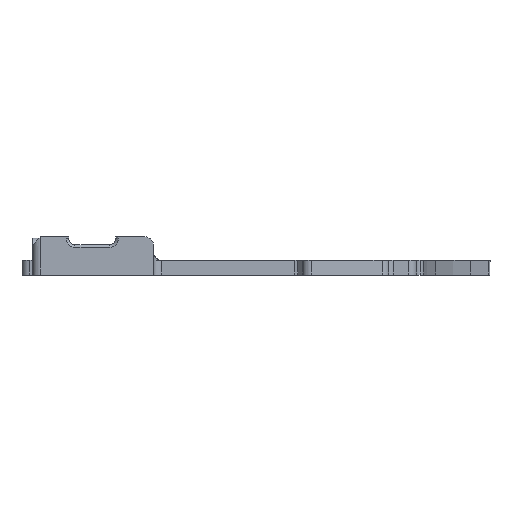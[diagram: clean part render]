
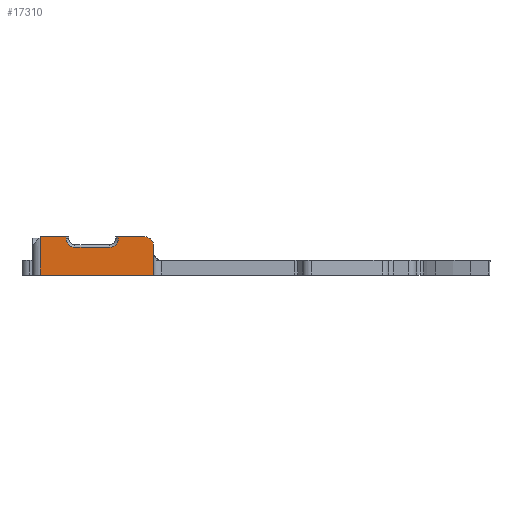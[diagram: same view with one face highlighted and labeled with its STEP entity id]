
A CAD part, left-side view. The second image highlights one B-rep face of the part: STEP entity #17310.
In plain terms, the highlighted planar face has unit normal (-1, 0, 0).
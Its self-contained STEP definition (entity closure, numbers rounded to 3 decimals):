
#1198=LINE('',#22787,#2912);
#1916=LINE('',#32082,#3630);
#2029=LINE('',#32457,#3743);
#2124=LINE('',#33019,#3838);
#2125=LINE('',#33021,#3839);
#2126=LINE('',#33025,#3840);
#2127=LINE('',#33029,#3841);
#2128=LINE('',#33031,#3842);
#2129=LINE('',#33032,#3843);
#2912=VECTOR('',#19038,10.);
#3630=VECTOR('',#20174,10.);
#3743=VECTOR('',#20615,10.);
#3838=VECTOR('',#20808,1000.);
#3839=VECTOR('',#20809,1000.);
#3840=VECTOR('',#20812,1000.);
#3841=VECTOR('',#20815,1000.);
#3842=VECTOR('',#20816,1000.);
#3843=VECTOR('',#20817,1000.);
#4937=FACE_OUTER_BOUND('',#5975,.T.);
#5975=EDGE_LOOP('',(#13687,#13688,#13689,#13690,#13691,#13692,#13693,#13694,
#13695,#13696,#13697,#13698));
#6889=CIRCLE('',#18498,1.8);
#6890=CIRCLE('',#18499,1.7);
#6891=CIRCLE('',#18500,1.7);
#6985=VERTEX_POINT('',#22784);
#6986=VERTEX_POINT('',#22786);
#8451=VERTEX_POINT('',#32080);
#8547=VERTEX_POINT('',#32451);
#8556=VERTEX_POINT('',#33016);
#8557=VERTEX_POINT('',#33018);
#8558=VERTEX_POINT('',#33020);
#8559=VERTEX_POINT('',#33022);
#8560=VERTEX_POINT('',#33024);
#8561=VERTEX_POINT('',#33026);
#8562=VERTEX_POINT('',#33028);
#8563=VERTEX_POINT('',#33030);
#8739=EDGE_CURVE('',#6985,#6986,#1198,.T.);
#10237=EDGE_CURVE('',#8451,#6985,#1916,.T.);
#10425=EDGE_CURVE('',#8547,#6986,#2029,.T.);
#10522=EDGE_CURVE('',#8451,#8556,#6889,.T.);
#10523=EDGE_CURVE('',#8557,#8556,#2124,.T.);
#10524=EDGE_CURVE('',#8558,#8557,#2125,.T.);
#10525=EDGE_CURVE('',#8559,#8558,#6890,.T.);
#10526=EDGE_CURVE('',#8560,#8559,#2126,.T.);
#10527=EDGE_CURVE('',#8561,#8560,#6891,.T.);
#10528=EDGE_CURVE('',#8562,#8561,#2127,.T.);
#10529=EDGE_CURVE('',#8563,#8562,#2128,.T.);
#10530=EDGE_CURVE('',#8563,#8547,#2129,.T.);
#13687=ORIENTED_EDGE('',*,*,#10425,.T.);
#13688=ORIENTED_EDGE('',*,*,#8739,.F.);
#13689=ORIENTED_EDGE('',*,*,#10237,.F.);
#13690=ORIENTED_EDGE('',*,*,#10522,.T.);
#13691=ORIENTED_EDGE('',*,*,#10523,.F.);
#13692=ORIENTED_EDGE('',*,*,#10524,.F.);
#13693=ORIENTED_EDGE('',*,*,#10525,.F.);
#13694=ORIENTED_EDGE('',*,*,#10526,.F.);
#13695=ORIENTED_EDGE('',*,*,#10527,.F.);
#13696=ORIENTED_EDGE('',*,*,#10528,.F.);
#13697=ORIENTED_EDGE('',*,*,#10529,.F.);
#13698=ORIENTED_EDGE('',*,*,#10530,.T.);
#16673=PLANE('',#18497);
#17310=ADVANCED_FACE('',(#4937),#16673,.T.);
#18497=AXIS2_PLACEMENT_3D('',#33015,#20804,#20805);
#18498=AXIS2_PLACEMENT_3D('',#33017,#20806,#20807);
#18499=AXIS2_PLACEMENT_3D('',#33023,#20810,#20811);
#18500=AXIS2_PLACEMENT_3D('',#33027,#20813,#20814);
#19038=DIRECTION('',(0.,1.,0.));
#20174=DIRECTION('',(0.,0.,-1.));
#20615=DIRECTION('',(0.,0.,-1.));
#20804=DIRECTION('center_axis',(-1.,0.,0.));
#20805=DIRECTION('ref_axis',(0.,0.,1.));
#20806=DIRECTION('center_axis',(-1.,0.,0.));
#20807=DIRECTION('ref_axis',(0.,-1.,0.));
#20808=DIRECTION('',(0.,-1.,0.));
#20809=DIRECTION('',(0.,0.,1.));
#20810=DIRECTION('center_axis',(-1.,0.,0.));
#20811=DIRECTION('ref_axis',(0.,0.,-1.));
#20812=DIRECTION('',(0.,-1.,0.));
#20813=DIRECTION('center_axis',(-1.,0.,0.));
#20814=DIRECTION('ref_axis',(0.,1.,0.));
#20815=DIRECTION('',(0.,0.,-1.));
#20816=DIRECTION('',(0.,-1.,0.));
#20817=DIRECTION('',(0.,0.826,-0.563));
#22784=CARTESIAN_POINT('',(28.638,-71.9,-3.5));
#22786=CARTESIAN_POINT('',(28.638,-49.155,-3.5));
#22787=CARTESIAN_POINT('',(28.638,-71.9,-3.5));
#32080=CARTESIAN_POINT('',(28.638,-71.9,2.395));
#32082=CARTESIAN_POINT('',(28.638,-71.9,-2.2));
#32451=CARTESIAN_POINT('',(28.638,-49.155,4.117));
#32457=CARTESIAN_POINT('',(28.638,-49.155,-2.2));
#33015=CARTESIAN_POINT('Origin',(28.638,-71.9,-2.));
#33016=CARTESIAN_POINT('',(28.638,-70.1,4.195));
#33017=CARTESIAN_POINT('Origin',(28.638,-70.1,2.395));
#33018=CARTESIAN_POINT('',(28.638,-64.8,4.195));
#33019=CARTESIAN_POINT('',(28.638,-49.155,4.195));
#33020=CARTESIAN_POINT('',(28.638,-64.8,3.81));
#33021=CARTESIAN_POINT('',(28.638,-64.8,2.24));
#33022=CARTESIAN_POINT('',(28.638,-63.1,2.11));
#33023=CARTESIAN_POINT('Origin',(28.638,-63.1,3.81));
#33024=CARTESIAN_POINT('',(28.638,-56.1,2.11));
#33025=CARTESIAN_POINT('',(28.638,-55.378,2.11));
#33026=CARTESIAN_POINT('',(28.638,-54.4,3.81));
#33027=CARTESIAN_POINT('Origin',(28.638,-56.1,3.81));
#33028=CARTESIAN_POINT('',(28.638,-54.4,4.195));
#33029=CARTESIAN_POINT('',(28.638,-54.4,1.655));
#33030=CARTESIAN_POINT('',(28.638,-49.269,4.195));
#33031=CARTESIAN_POINT('',(28.638,-49.155,4.195));
#33032=CARTESIAN_POINT('',(28.638,-47.969,3.309));
